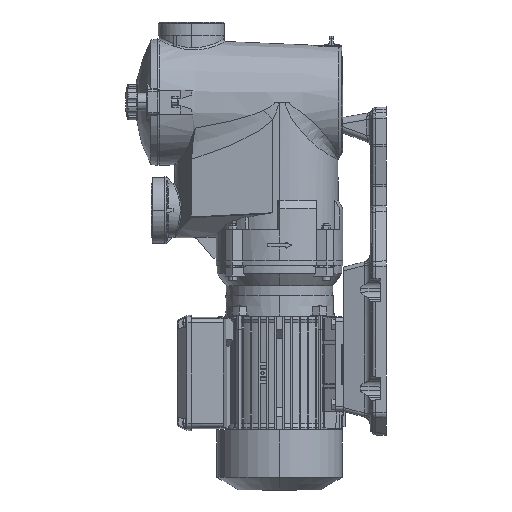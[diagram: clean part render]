
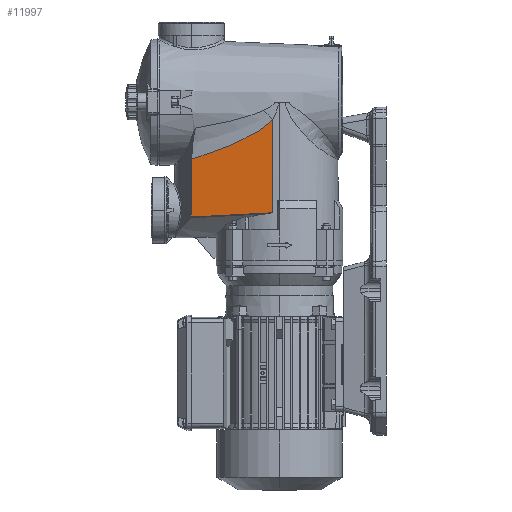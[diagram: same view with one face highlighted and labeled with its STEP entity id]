
A CAD part, left-side view. The second image highlights one B-rep face of the part: STEP entity #11997.
In plain terms, the highlighted planar face has unit normal (-0.994, 0.112, 0).
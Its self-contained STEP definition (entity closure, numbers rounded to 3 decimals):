
#525 = VECTOR ( 'NONE', #10135, 1000. ) ;
#630 = ORIENTED_EDGE ( 'NONE', *, *, #93429, .F. ) ;
#2030 = DIRECTION ( 'NONE',  ( 0., 0., -1. ) ) ;
#3731 = CARTESIAN_POINT ( 'NONE',  ( -71.494, 17.495, 210.896 ) ) ;
#4757 = DIRECTION ( 'NONE',  ( -0.112, -0.994, 0. ) ) ;
#5033 = CARTESIAN_POINT ( 'NONE',  ( -70.369, 27.52, 203.904 ) ) ;
#5145 = EDGE_LOOP ( 'NONE', ( #630, #69918, #122603, #110492 ) ) ;
#10135 = DIRECTION ( 'NONE',  ( 0.111, 0.992, -0.052 ) ) ;
#11997 = ADVANCED_FACE ( 'NONE', ( #124647 ), #35244, .F. ) ;
#12091 = LINE ( 'NONE', #91604, #525 ) ;
#13700 = CARTESIAN_POINT ( 'NONE',  ( -69.438, 35.807, 199.05 ) ) ;
#15370 = DIRECTION ( 'NONE',  ( 0.994, -0.112, 0. ) ) ;
#16970 = CARTESIAN_POINT ( 'NONE',  ( -72.544, 8.146, 219.38 ) ) ;
#20236 = VERTEX_POINT ( 'NONE', #32297 ) ;
#22973 = VECTOR ( 'NONE', #58829, 1000. ) ;
#23656 = CARTESIAN_POINT ( 'NONE',  ( -62.405, 98.442, 173.138 ) ) ;
#24689 = EDGE_CURVE ( 'NONE', #62226, #90824, #70943, .T. ) ;
#26241 = CARTESIAN_POINT ( 'NONE',  ( -66.568, 61.372, 186.857 ) ) ;
#32297 = CARTESIAN_POINT ( 'NONE',  ( -61.17, 109.442, 169.61 ) ) ;
#33567 = CARTESIAN_POINT ( 'NONE',  ( -61.418, 107.239, 170.302 ) ) ;
#33945 = CARTESIAN_POINT ( 'NONE',  ( -61.108, 110., 241. ) ) ;
#34214 = CARTESIAN_POINT ( 'NONE',  ( -72.138, 11.765, 215.752 ) ) ;
#35244 = PLANE ( 'NONE',  #80608 ) ;
#35525 = CARTESIAN_POINT ( 'NONE',  ( -63.145, 91.857, 175.34 ) ) ;
#38145 = CARTESIAN_POINT ( 'NONE',  ( -72.445, 9.03, 218.438 ) ) ;
#42702 = EDGE_CURVE ( 'NONE', #90824, #86978, #12091, .T. ) ;
#44159 = CARTESIAN_POINT ( 'NONE',  ( -68.966, 40.013, 196.814 ) ) ;
#49738 = EDGE_CURVE ( 'NONE', #20236, #62226, #89990, .T. ) ;
#52771 = VECTOR ( 'NONE', #2030, 1000. ) ;
#52809 = CARTESIAN_POINT ( 'NONE',  ( -72.544, 8.146, 102.953 ) ) ;
#54753 = CARTESIAN_POINT ( 'NONE',  ( -63.637, 87.475, 176.858 ) ) ;
#55406 = CARTESIAN_POINT ( 'NONE',  ( -68.014, 48.494, 192.598 ) ) ;
#58829 = DIRECTION ( 'NONE',  ( 0., 0., 1. ) ) ;
#62226 = VERTEX_POINT ( 'NONE', #110500 ) ;
#64020 = CARTESIAN_POINT ( 'NONE',  ( -66.082, 65.697, 185.072 ) ) ;
#65327 = CARTESIAN_POINT ( 'NONE',  ( -61.294, 108.336, 169.956 ) ) ;
#69918 = ORIENTED_EDGE ( 'NONE', *, *, #42702, .F. ) ;
#70943 = LINE ( 'NONE', #122562, #52771 ) ;
#73981 = CARTESIAN_POINT ( 'NONE',  ( -61.664, 105.044, 170.999 ) ) ;
#74621 = CARTESIAN_POINT ( 'NONE',  ( -72.293, 10.386, 217.074 ) ) ;
#80608 = AXIS2_PLACEMENT_3D ( 'NONE', #33945, #15370, #4757 ) ;
#83912 = CARTESIAN_POINT ( 'NONE',  ( -61.17, 109.442, 169.61 ) ) ;
#84578 = CARTESIAN_POINT ( 'NONE',  ( -71.713, 15.547, 212.434 ) ) ;
#85868 = CARTESIAN_POINT ( 'NONE',  ( -67.533, 52.771, 190.621 ) ) ;
#86978 = VERTEX_POINT ( 'NONE', #96669 ) ;
#89990 = B_SPLINE_CURVE_WITH_KNOTS ( 'NONE', 3,
 ( #83912, #65327, #33567, #73981, #114339, #114975, #23656, #35525, #54753, #105712, #126214, #64020, #26241, #85868, #55406, #44159, #13700, #5033, #94493, #3731, #84578, #124922, #34214, #74621, #128836, #38145, #129482, #16970 ),
 .UNSPECIFIED., .F., .F.,
 ( 4, 2, 2, 2, 2, 2, 2, 2, 2, 2, 2, 2, 2, 4 ),
 ( 0., 0.031, 0.062, 0.125, 0.25, 0.375, 0.5, 0.625, 0.75, 0.875, 0.937, 0.969, 0.984, 1. ),
 .UNSPECIFIED. ) ;
#90824 = VERTEX_POINT ( 'NONE', #52809 ) ;
#91604 = CARTESIAN_POINT ( 'NONE',  ( -72.544, 8.146, 102.953 ) ) ;
#93429 = EDGE_CURVE ( 'NONE', #86978, #20236, #111737, .T. ) ;
#94493 = CARTESIAN_POINT ( 'NONE',  ( -70.827, 23.435, 206.516 ) ) ;
#96669 = CARTESIAN_POINT ( 'NONE',  ( -61.17, 109.442, 97.649 ) ) ;
#105712 = CARTESIAN_POINT ( 'NONE',  ( -64.618, 78.735, 180.012 ) ) ;
#110492 = ORIENTED_EDGE ( 'NONE', *, *, #49738, .F. ) ;
#110500 = CARTESIAN_POINT ( 'NONE',  ( -72.544, 8.146, 219.38 ) ) ;
#111737 = LINE ( 'NONE', #120364, #22973 ) ;
#114339 = CARTESIAN_POINT ( 'NONE',  ( -61.788, 103.943, 171.351 ) ) ;
#114975 = CARTESIAN_POINT ( 'NONE',  ( -62.159, 100.639, 172.417 ) ) ;
#120364 = CARTESIAN_POINT ( 'NONE',  ( -61.17, 109.442, 241. ) ) ;
#122562 = CARTESIAN_POINT ( 'NONE',  ( -72.544, 8.146, 340. ) ) ;
#122603 = ORIENTED_EDGE ( 'NONE', *, *, #24689, .F. ) ;
#124647 = FACE_OUTER_BOUND ( 'NONE', #5145, .T. ) ;
#124922 = CARTESIAN_POINT ( 'NONE',  ( -72.033, 12.701, 214.902 ) ) ;
#126214 = CARTESIAN_POINT ( 'NONE',  ( -65.107, 74.378, 181.649 ) ) ;
#128836 = CARTESIAN_POINT ( 'NONE',  ( -72.344, 9.932, 217.522 ) ) ;
#129482 = CARTESIAN_POINT ( 'NONE',  ( -72.495, 8.584, 218.906 ) ) ;
